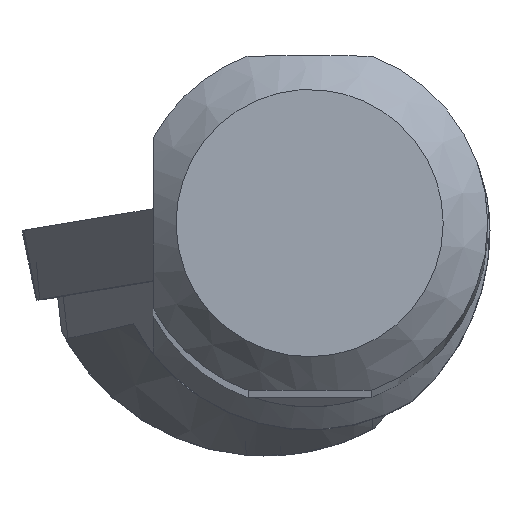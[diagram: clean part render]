
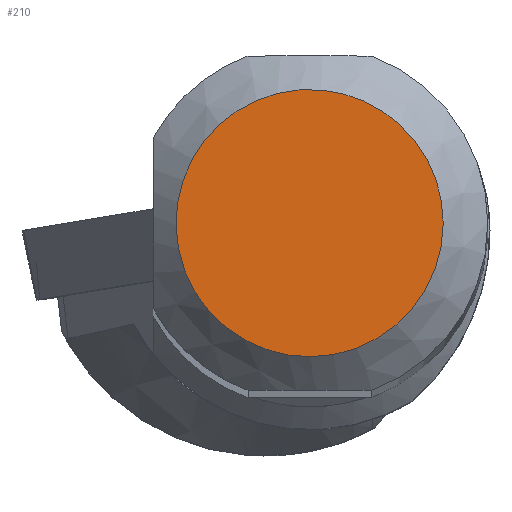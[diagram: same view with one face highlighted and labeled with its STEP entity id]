
A CAD part, top view. The second image highlights one B-rep face of the part: STEP entity #210.
In plain terms, the highlighted planar face has unit normal (0, 0, 1).
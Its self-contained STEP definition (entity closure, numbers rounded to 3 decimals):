
#162=FACE_OUTER_BOUND('',#424,.T.);
#210=ADVANCED_FACE('',(#162),#242,.T.);
#242=PLANE('',#1123);
#424=EDGE_LOOP('',(#600));
#600=ORIENTED_EDGE('',*,*,#900,.T.);
#789=VERTEX_POINT('',#1910);
#900=EDGE_CURVE('',#789,#789,#955,.T.);
#955=CIRCLE('',#1122,5.993);
#1122=AXIS2_PLACEMENT_3D('',#1909,#1346,#1347);
#1123=AXIS2_PLACEMENT_3D('',#1911,#1348,#1349);
#1346=DIRECTION('',(0.,0.,1.));
#1347=DIRECTION('',(1.,0.,0.));
#1348=DIRECTION('',(0.,0.,1.));
#1349=DIRECTION('',(1.,0.,0.));
#1909=CARTESIAN_POINT('',(0.,0.,0.));
#1910=CARTESIAN_POINT('',(5.993,0.,0.));
#1911=CARTESIAN_POINT('',(0.,0.,
0.));
